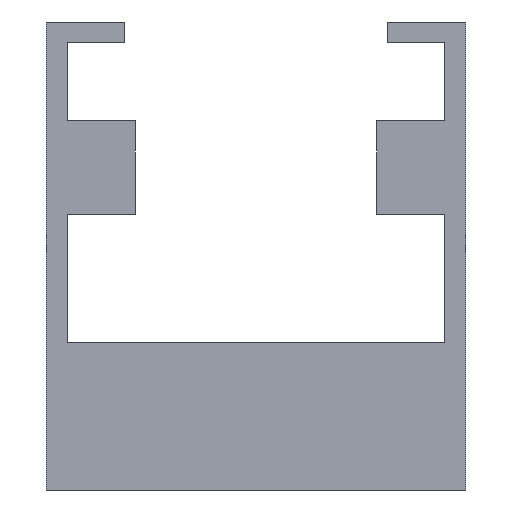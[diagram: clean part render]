
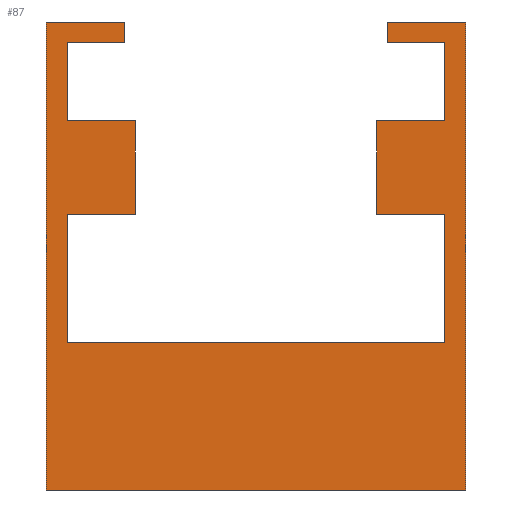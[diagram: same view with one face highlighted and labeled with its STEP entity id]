
A CAD part, left-side view. The second image highlights one B-rep face of the part: STEP entity #87.
In plain terms, the highlighted planar face has unit normal (-1, 0, 0).
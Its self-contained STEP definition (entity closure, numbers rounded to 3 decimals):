
#87=ADVANCED_FACE('',(#169),#170,.T.);
#169=FACE_OUTER_BOUND('',#243,.T.);
#170=PLANE('',#244);
#243=EDGE_LOOP('',(#411,#412,#413,#414,#415,#416,#417,#418,#419,#420,#421,#422,#423,#424,#425,#426,#427,#428,#429,#430));
#244=AXIS2_PLACEMENT_3D('',#431,#432,#433);
#411=ORIENTED_EDGE('',*,*,#538,.F.);
#412=ORIENTED_EDGE('',*,*,#462,.F.);
#413=ORIENTED_EDGE('',*,*,#467,.F.);
#414=ORIENTED_EDGE('',*,*,#471,.F.);
#415=ORIENTED_EDGE('',*,*,#475,.F.);
#416=ORIENTED_EDGE('',*,*,#479,.F.);
#417=ORIENTED_EDGE('',*,*,#483,.F.);
#418=ORIENTED_EDGE('',*,*,#487,.F.);
#419=ORIENTED_EDGE('',*,*,#491,.F.);
#420=ORIENTED_EDGE('',*,*,#495,.F.);
#421=ORIENTED_EDGE('',*,*,#499,.F.);
#422=ORIENTED_EDGE('',*,*,#503,.F.);
#423=ORIENTED_EDGE('',*,*,#507,.F.);
#424=ORIENTED_EDGE('',*,*,#511,.F.);
#425=ORIENTED_EDGE('',*,*,#515,.F.);
#426=ORIENTED_EDGE('',*,*,#519,.F.);
#427=ORIENTED_EDGE('',*,*,#523,.F.);
#428=ORIENTED_EDGE('',*,*,#527,.F.);
#429=ORIENTED_EDGE('',*,*,#531,.F.);
#430=ORIENTED_EDGE('',*,*,#535,.F.);
#431=CARTESIAN_POINT('',(0.0,0.,-22.441));
#432=DIRECTION('',(-1.0,0.0,0.0));
#433=DIRECTION('',(0.0,-1.0,0.0));
#462=EDGE_CURVE('',#546,#548,#549,.T.);
#467=EDGE_CURVE('',#554,#546,#556,.T.);
#471=EDGE_CURVE('',#560,#554,#562,.T.);
#475=EDGE_CURVE('',#566,#560,#568,.T.);
#479=EDGE_CURVE('',#572,#566,#574,.T.);
#483=EDGE_CURVE('',#578,#572,#580,.T.);
#487=EDGE_CURVE('',#584,#578,#586,.T.);
#491=EDGE_CURVE('',#590,#584,#592,.T.);
#495=EDGE_CURVE('',#596,#590,#598,.T.);
#499=EDGE_CURVE('',#602,#596,#604,.T.);
#503=EDGE_CURVE('',#608,#602,#610,.T.);
#507=EDGE_CURVE('',#614,#608,#616,.T.);
#511=EDGE_CURVE('',#620,#614,#622,.T.);
#515=EDGE_CURVE('',#626,#620,#628,.T.);
#519=EDGE_CURVE('',#632,#626,#634,.T.);
#523=EDGE_CURVE('',#638,#632,#640,.T.);
#527=EDGE_CURVE('',#644,#638,#646,.T.);
#531=EDGE_CURVE('',#650,#644,#652,.T.);
#535=EDGE_CURVE('',#656,#650,#658,.T.);
#538=EDGE_CURVE('',#548,#656,#661,.T.);
#546=VERTEX_POINT('',#670);
#548=VERTEX_POINT('',#673);
#549=LINE('',#674,#675);
#554=VERTEX_POINT('',#682);
#556=LINE('',#685,#686);
#560=VERTEX_POINT('',#691);
#562=LINE('',#694,#695);
#566=VERTEX_POINT('',#700);
#568=LINE('',#703,#704);
#572=VERTEX_POINT('',#709);
#574=LINE('',#712,#713);
#578=VERTEX_POINT('',#718);
#580=LINE('',#721,#722);
#584=VERTEX_POINT('',#727);
#586=LINE('',#730,#731);
#590=VERTEX_POINT('',#736);
#592=LINE('',#739,#740);
#596=VERTEX_POINT('',#745);
#598=LINE('',#748,#749);
#602=VERTEX_POINT('',#754);
#604=LINE('',#757,#758);
#608=VERTEX_POINT('',#763);
#610=LINE('',#766,#767);
#614=VERTEX_POINT('',#772);
#616=LINE('',#775,#776);
#620=VERTEX_POINT('',#781);
#622=LINE('',#784,#785);
#626=VERTEX_POINT('',#790);
#628=LINE('',#793,#794);
#632=VERTEX_POINT('',#799);
#634=LINE('',#802,#803);
#638=VERTEX_POINT('',#808);
#640=LINE('',#811,#812);
#644=VERTEX_POINT('',#817);
#646=LINE('',#820,#821);
#650=VERTEX_POINT('',#826);
#652=LINE('',#829,#830);
#656=VERTEX_POINT('',#835);
#658=LINE('',#838,#839);
#661=LINE('',#843,#844);
#670=CARTESIAN_POINT('',(0.0,20.15,0.0));
#673=CARTESIAN_POINT('',(0.0,12.6,0.0));
#674=CARTESIAN_POINT('',(0.0,20.15,0.0));
#675=VECTOR('',#850,1.0);
#682=CARTESIAN_POINT('',(0.0,20.15,-45.0));
#685=CARTESIAN_POINT('',(0.0,20.15,-45.0));
#686=VECTOR('',#854,1.0);
#691=CARTESIAN_POINT('',(0.0,-20.15,-45.0));
#694=CARTESIAN_POINT('',(0.0,-20.15,-45.0));
#695=VECTOR('',#857,1.0);
#700=CARTESIAN_POINT('',(0.0,-20.15,0.0));
#703=CARTESIAN_POINT('',(0.0,-20.15,0.0));
#704=VECTOR('',#860,1.0);
#709=CARTESIAN_POINT('',(0.0,-12.6,0.0));
#712=CARTESIAN_POINT('',(0.0,-12.6,0.0));
#713=VECTOR('',#863,1.0);
#718=CARTESIAN_POINT('',(0.0,-12.6,-2.0));
#721=CARTESIAN_POINT('',(0.0,-12.6,-2.0));
#722=VECTOR('',#866,1.0);
#727=CARTESIAN_POINT('',(0.0,-18.15,-2.0));
#730=CARTESIAN_POINT('',(0.0,-18.15,-2.0));
#731=VECTOR('',#869,1.0);
#736=CARTESIAN_POINT('',(0.0,-18.15,-9.5));
#739=CARTESIAN_POINT('',(0.0,-18.15,-9.5));
#740=VECTOR('',#872,1.0);
#745=CARTESIAN_POINT('',(0.0,-11.6,-9.5));
#748=CARTESIAN_POINT('',(0.0,-11.6,-9.5));
#749=VECTOR('',#875,1.0);
#754=CARTESIAN_POINT('',(0.0,-11.6,-18.5));
#757=CARTESIAN_POINT('',(0.0,-11.6,-18.5));
#758=VECTOR('',#878,1.0);
#763=CARTESIAN_POINT('',(0.0,-18.15,-18.5));
#766=CARTESIAN_POINT('',(0.0,-18.15,-18.5));
#767=VECTOR('',#881,1.0);
#772=CARTESIAN_POINT('',(0.0,-18.15,-30.85));
#775=CARTESIAN_POINT('',(0.0,-18.15,-30.85));
#776=VECTOR('',#884,1.0);
#781=CARTESIAN_POINT('',(0.0,18.15,-30.85));
#784=CARTESIAN_POINT('',(0.0,18.15,-30.85));
#785=VECTOR('',#887,1.0);
#790=CARTESIAN_POINT('',(0.0,18.15,-18.5));
#793=CARTESIAN_POINT('',(0.0,18.15,-18.5));
#794=VECTOR('',#890,1.0);
#799=CARTESIAN_POINT('',(0.0,11.6,-18.5));
#802=CARTESIAN_POINT('',(0.0,11.6,-18.5));
#803=VECTOR('',#893,1.0);
#808=CARTESIAN_POINT('',(0.0,11.6,-9.5));
#811=CARTESIAN_POINT('',(0.0,11.6,-9.5));
#812=VECTOR('',#896,1.0);
#817=CARTESIAN_POINT('',(0.0,18.15,-9.5));
#820=CARTESIAN_POINT('',(0.0,18.15,-9.5));
#821=VECTOR('',#899,1.0);
#826=CARTESIAN_POINT('',(0.0,18.15,-2.0));
#829=CARTESIAN_POINT('',(0.0,18.15,-2.0));
#830=VECTOR('',#902,1.0);
#835=CARTESIAN_POINT('',(0.0,12.6,-2.0));
#838=CARTESIAN_POINT('',(0.0,12.6,-2.0));
#839=VECTOR('',#905,1.0);
#843=CARTESIAN_POINT('',(0.0,12.6,0.0));
#844=VECTOR('',#907,1.0);
#850=DIRECTION('',(0.0,-1.0,0.0));
#854=DIRECTION('',(0.0,0.0,1.0));
#857=DIRECTION('',(0.0,1.0,0.0));
#860=DIRECTION('',(0.0,0.0,-1.0));
#863=DIRECTION('',(0.0,-1.0,0.0));
#866=DIRECTION('',(0.0,0.0,1.0));
#869=DIRECTION('',(0.0,1.0,0.0));
#872=DIRECTION('',(0.0,0.0,1.0));
#875=DIRECTION('',(0.0,-1.0,0.0));
#878=DIRECTION('',(0.0,0.0,1.0));
#881=DIRECTION('',(0.0,1.0,0.0));
#884=DIRECTION('',(0.0,0.0,1.0));
#887=DIRECTION('',(0.0,-1.0,0.0));
#890=DIRECTION('',(0.0,0.0,-1.0));
#893=DIRECTION('',(0.0,1.0,0.0));
#896=DIRECTION('',(0.0,0.0,-1.0));
#899=DIRECTION('',(0.0,-1.0,0.0));
#902=DIRECTION('',(0.0,0.0,-1.0));
#905=DIRECTION('',(0.0,1.0,0.0));
#907=DIRECTION('',(0.0,0.0,-1.0));
